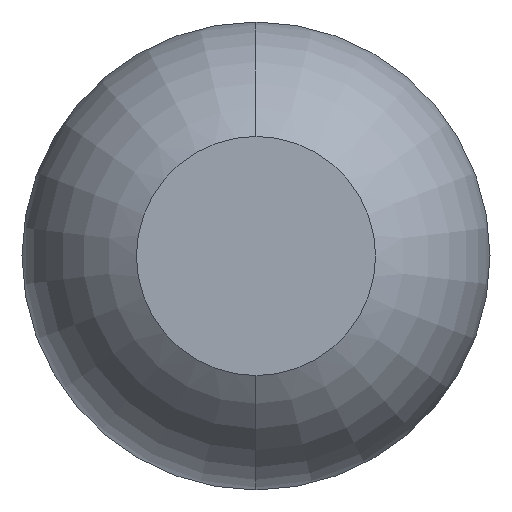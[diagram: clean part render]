
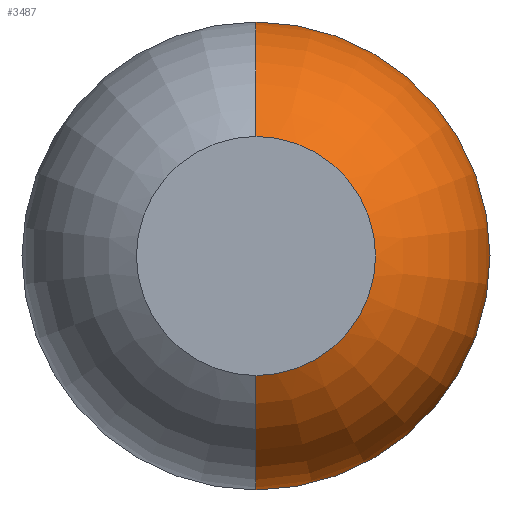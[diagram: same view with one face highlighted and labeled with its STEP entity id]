
A CAD part, front view. The second image highlights one B-rep face of the part: STEP entity #3487.
In plain terms, the highlighted toroidal (fillet/blend) face has major radius 0.035 mm and minor radius 0.65 mm.
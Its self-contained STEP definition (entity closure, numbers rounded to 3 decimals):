
#108 = CARTESIAN_POINT ( 'NONE',  ( 0., -24.431, 0. ) ) ;
#270 = ORIENTED_EDGE ( 'NONE', *, *, #3435, .F. ) ;
#469 = CARTESIAN_POINT ( 'NONE',  ( 0., -25., 0. ) ) ;
#736 = CARTESIAN_POINT ( 'NONE',  ( 0., -24.431, -0.685 ) ) ;
#930 = ORIENTED_EDGE ( 'NONE', *, *, #5210, .T. ) ;
#951 = ORIENTED_EDGE ( 'NONE', *, *, #1157, .T. ) ;
#955 = AXIS2_PLACEMENT_3D ( 'NONE', #108, #994, #3154 ) ;
#994 = DIRECTION ( 'NONE',  ( 0., -1., 0. ) ) ;
#1157 = EDGE_CURVE ( 'Defeature ausgef�hrt1_33+Defeature ausgef�hrt1_34+Defeature ausgef�hrt1_34+Defeature ausgef�hrt1_34', #2261, #2804, #5030, .T. ) ;
#1187 = CARTESIAN_POINT ( 'NONE',  ( 0., -25., -0.35 ) ) ;
#1252 = FACE_OUTER_BOUND ( 'NONE', #5200, .T. ) ;
#1402 = CARTESIAN_POINT ( 'NONE',  ( 0., -24.431, 0.685 ) ) ;
#1507 = AXIS2_PLACEMENT_3D ( 'NONE', #5408, #2444, #1968 ) ;
#1968 = DIRECTION ( 'NONE',  ( 0., 0., -1. ) ) ;
#2250 = VERTEX_POINT ( 'NONE', #1187 ) ;
#2261 = VERTEX_POINT ( 'NONE', #736 ) ;
#2345 = AXIS2_PLACEMENT_3D ( 'NONE', #469, #4828, #3503 ) ;
#2444 = DIRECTION ( 'NONE',  ( 1., 0., 0. ) ) ;
#2465 = DIRECTION ( 'NONE',  ( 0., -1., 0. ) ) ;
#2514 = VERTEX_POINT ( 'NONE', #2671 ) ;
#2671 = CARTESIAN_POINT ( 'NONE',  ( 0., -25., 0.35 ) ) ;
#2751 = TOROIDAL_SURFACE ( 'NONE', #955, 0.035, 0.65 ) ;
#2769 = EDGE_CURVE ( 'Defeature ausgef�hrt1_36+Defeature ausgef�hrt1_33+Defeature ausgef�hrt1_33+Defeature ausgef�hrt1_33', #2250, #2514, #3844, .T. ) ;
#2804 = VERTEX_POINT ( 'NONE', #1402 ) ;
#3095 = CIRCLE ( 'NONE', #3794, 0.65 ) ;
#3154 = DIRECTION ( 'NONE',  ( 0., 0., -1. ) ) ;
#3362 = DIRECTION ( 'NONE',  ( 0., 0., -1. ) ) ;
#3385 = DIRECTION ( 'NONE',  ( 0., 0., 1. ) ) ;
#3435 = EDGE_CURVE ( 'NONE', #2261, #2250, #3095, .T. ) ;
#3487 = ADVANCED_FACE ( 'Defeature ausgef�hrt1_33', ( #1252 ), #2751, .T. ) ;
#3503 = DIRECTION ( 'NONE',  ( 0., 0., -1. ) ) ;
#3531 = AXIS2_PLACEMENT_3D ( 'NONE', #4196, #2465, #3362 ) ;
#3794 = AXIS2_PLACEMENT_3D ( 'NONE', #5107, #4685, #3385 ) ;
#3844 = CIRCLE ( 'NONE', #2345, 0.35 ) ;
#4196 = CARTESIAN_POINT ( 'NONE',  ( 0., -24.431, 0. ) ) ;
#4685 = DIRECTION ( 'NONE',  ( -1., 0., 0. ) ) ;
#4828 = DIRECTION ( 'NONE',  ( 0., -1., 0. ) ) ;
#5027 = ORIENTED_EDGE ( 'NONE', *, *, #2769, .F. ) ;
#5030 = CIRCLE ( 'NONE', #3531, 0.685 ) ;
#5107 = CARTESIAN_POINT ( 'NONE',  ( 0., -24.431, -0.035 ) ) ;
#5200 = EDGE_LOOP ( 'NONE', ( #951, #930, #5027, #270 ) ) ;
#5210 = EDGE_CURVE ( 'NONE', #2804, #2514, #5415, .T. ) ;
#5408 = CARTESIAN_POINT ( 'NONE',  ( 0., -24.431, 0.035 ) ) ;
#5415 = CIRCLE ( 'NONE', #1507, 0.65 ) ;
